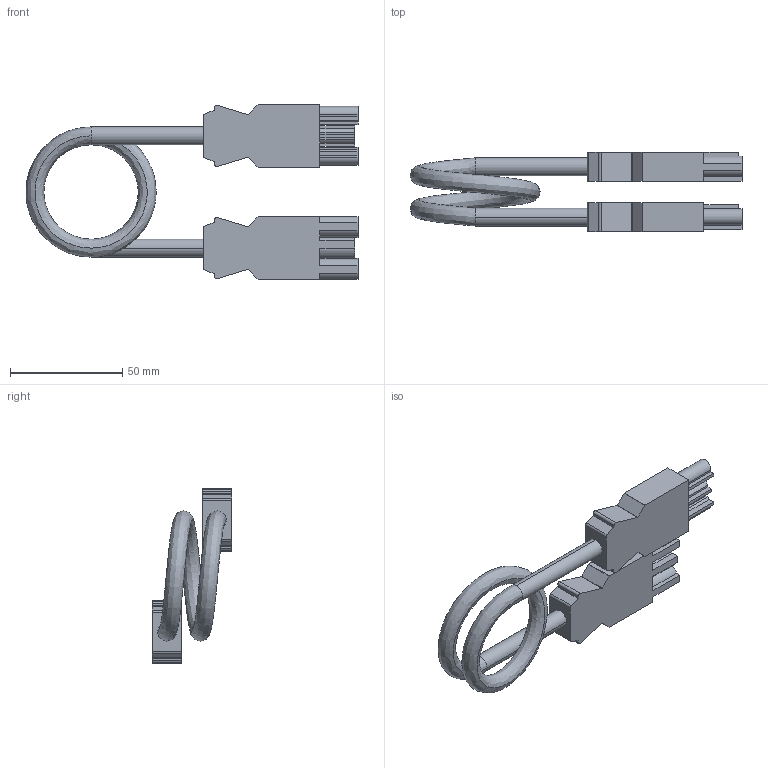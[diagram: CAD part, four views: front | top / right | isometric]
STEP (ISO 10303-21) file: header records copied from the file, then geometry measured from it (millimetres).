
FILE_DESCRIPTION (( 'STEP AP214' ), '1' );
FILE_NAME ('6108150.STP', '2019-01-25T12:57:55', ( '' ), ( '' ), 'SwSTEP 2.0', 'SolidWorks 2018', '' );
FILE_SCHEMA (( 'AUTOMOTIVE_DESIGN' ));
Length unit declared in the file: millimetre
Products named in the file (4): P_6108054_1_schwarz; P_6108056_1_schwarz; P_6108150_2_Standard; 6108150
Assembly tree (3 placements, depth 2):
  6108150
    P_6108150_2_Standard
    P_6108056_1_schwarz
    P_6108054_1_schwarz
Bounding box: 148 x 35.5 x 78 mm (x, y, z)
Volume: 53976.8 mm3; surface area: 23594.9 mm2
Topology: 3 solids, 3 shells, 201 faces, 553 edges, 368 vertices
Faces by surface type: plane 132, cylinder 67, bspline 2
Entity records: 7403 total; most frequent: CARTESIAN_POINT 2004, ORIENTED_EDGE 1106, DIRECTION 1097, EDGE_CURVE 553, LINE 415, VECTOR 415, VERTEX_POINT 368, AXIS2_PLACEMENT_3D 341
